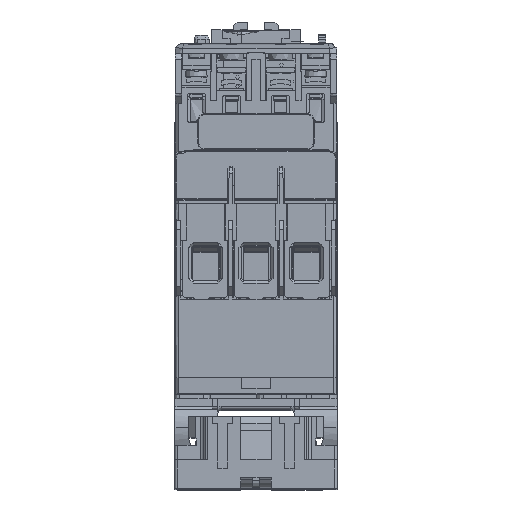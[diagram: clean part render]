
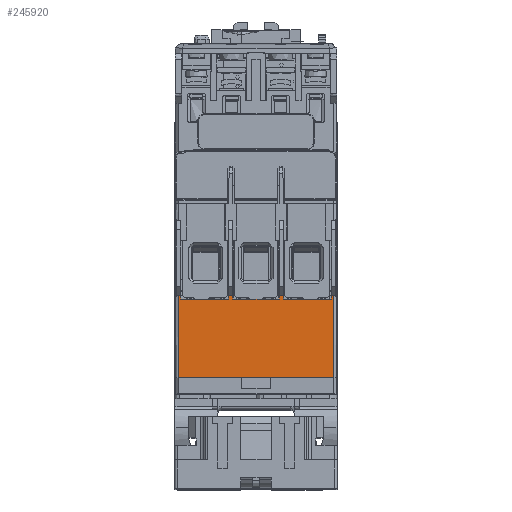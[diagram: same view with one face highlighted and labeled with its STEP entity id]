
A CAD part, top view. The second image highlights one B-rep face of the part: STEP entity #245920.
In plain terms, the highlighted planar face has unit normal (0, 0, 1).
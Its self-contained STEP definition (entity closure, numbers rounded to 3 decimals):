
#241541=DIRECTION('',(-1.,0.,0.));
#241542=VECTOR('',#241541,43.2);
#241543=CARTESIAN_POINT('',(42.172,20.75,31.95));
#241544=LINE('',#241543,#241542);
#242540=DIRECTION('',(0.,1.,0.));
#242541=VECTOR('',#242540,22.85);
#242542=CARTESIAN_POINT('',(42.172,20.75,31.95));
#242543=LINE('',#242542,#242541);
#242544=DIRECTION('',(0.,1.,0.));
#242545=VECTOR('',#242544,22.85);
#242546=CARTESIAN_POINT('',(-1.028,20.75,31.95));
#242547=LINE('',#242546,#242545);
#242548=DIRECTION('',(1.,0.,0.));
#242549=VECTOR('',#242548,0.656);
#242550=CARTESIAN_POINT('',(-1.028,43.6,31.95));
#242551=LINE('',#242550,#242549);
#242552=DIRECTION('',(0.,-1.,0.));
#242553=VECTOR('',#242552,1.088);
#242554=CARTESIAN_POINT('',(-0.372,43.6,31.95));
#242555=LINE('',#242554,#242553);
#242556=DIRECTION('',(0.,-1.,0.));
#242557=VECTOR('',#242556,1.088);
#242558=CARTESIAN_POINT('',(12.966,43.6,31.95));
#242559=LINE('',#242558,#242557);
#242560=DIRECTION('',(1.,0.,0.));
#242561=VECTOR('',#242560,1.212);
#242562=CARTESIAN_POINT('',(12.966,43.6,31.95));
#242563=LINE('',#242562,#242561);
#242564=DIRECTION('',(0.,1.,0.));
#242565=VECTOR('',#242564,1.088);
#242566=CARTESIAN_POINT('',(14.178,42.512,31.95));
#242567=LINE('',#242566,#242565);
#242568=DIRECTION('',(0.,-1.,0.));
#242569=VECTOR('',#242568,1.088);
#242570=CARTESIAN_POINT('',(26.966,43.6,31.95));
#242571=LINE('',#242570,#242569);
#242572=DIRECTION('',(1.,0.,0.));
#242573=VECTOR('',#242572,1.212);
#242574=CARTESIAN_POINT('',(26.966,43.6,31.95));
#242575=LINE('',#242574,#242573);
#242576=DIRECTION('',(0.,1.,0.));
#242577=VECTOR('',#242576,1.088);
#242578=CARTESIAN_POINT('',(28.178,42.512,31.95));
#242579=LINE('',#242578,#242577);
#242580=DIRECTION('',(0.,1.,0.));
#242581=VECTOR('',#242580,1.088);
#242582=CARTESIAN_POINT('',(41.516,42.512,31.95));
#242583=LINE('',#242582,#242581);
#242584=DIRECTION('',(1.,0.,0.));
#242585=VECTOR('',#242584,0.656);
#242586=CARTESIAN_POINT('',(41.516,43.6,31.95));
#242587=LINE('',#242586,#242585);
#243186=DIRECTION('',(-1.,0.,0.));
#243187=VECTOR('',#243186,13.338);
#243188=CARTESIAN_POINT('',(41.516,42.512,31.95));
#243189=LINE('',#243188,#243187);
#243366=DIRECTION('',(-1.,0.,0.));
#243367=VECTOR('',#243366,13.338);
#243368=CARTESIAN_POINT('',(12.966,42.512,31.95));
#243369=LINE('',#243368,#243367);
#243442=DIRECTION('',(-1.,0.,0.));
#243443=VECTOR('',#243442,12.788);
#243444=CARTESIAN_POINT('',(26.966,42.512,31.95));
#243445=LINE('',#243444,#243443);
#244468=CARTESIAN_POINT('',(-0.372,43.6,31.95));
#244469=VERTEX_POINT('',#244468);
#244470=CARTESIAN_POINT('',(-0.372,42.512,31.95));
#244471=VERTEX_POINT('',#244470);
#244484=CARTESIAN_POINT('',(41.516,43.6,31.95));
#244485=VERTEX_POINT('',#244484);
#244486=CARTESIAN_POINT('',(41.516,42.512,31.95));
#244487=VERTEX_POINT('',#244486);
#244510=CARTESIAN_POINT('',(12.966,43.6,31.95));
#244511=CARTESIAN_POINT('',(14.178,43.6,31.95));
#244512=VERTEX_POINT('',#244510);
#244513=VERTEX_POINT('',#244511);
#244518=CARTESIAN_POINT('',(14.178,42.512,31.95));
#244519=VERTEX_POINT('',#244518);
#244536=CARTESIAN_POINT('',(12.966,42.512,31.95));
#244537=VERTEX_POINT('',#244536);
#244562=CARTESIAN_POINT('',(26.966,43.6,31.95));
#244563=CARTESIAN_POINT('',(28.178,43.6,31.95));
#244564=VERTEX_POINT('',#244562);
#244565=VERTEX_POINT('',#244563);
#244570=CARTESIAN_POINT('',(28.178,42.512,31.95));
#244571=VERTEX_POINT('',#244570);
#244582=CARTESIAN_POINT('',(26.966,42.512,31.95));
#244583=VERTEX_POINT('',#244582);
#244824=CARTESIAN_POINT('',(42.172,20.75,31.95));
#244826=VERTEX_POINT('',#244824);
#244827=CARTESIAN_POINT('',(42.172,43.6,31.95));
#244828=VERTEX_POINT('',#244827);
#244835=CARTESIAN_POINT('',(-1.028,20.75,31.95));
#244837=VERTEX_POINT('',#244835);
#244839=CARTESIAN_POINT('',(-1.028,43.6,31.95));
#244840=VERTEX_POINT('',#244839);
#245882=CARTESIAN_POINT('',(20.572,20.75,31.95));
#245883=DIRECTION('',(0.,0.,1.));
#245884=DIRECTION('',(1.,0.,0.));
#245885=AXIS2_PLACEMENT_3D('',#245882,#245883,#245884);
#245886=PLANE('',#245885);
#245888=ORIENTED_EDGE('',*,*,#245887,.F.);
#245889=ORIENTED_EDGE('',*,*,#245419,.T.);
#245891=ORIENTED_EDGE('',*,*,#245890,.T.);
#245893=ORIENTED_EDGE('',*,*,#245892,.T.);
#245895=ORIENTED_EDGE('',*,*,#245894,.T.);
#245897=ORIENTED_EDGE('',*,*,#245896,.F.);
#245899=ORIENTED_EDGE('',*,*,#245898,.F.);
#245901=ORIENTED_EDGE('',*,*,#245900,.T.);
#245903=ORIENTED_EDGE('',*,*,#245902,.F.);
#245905=ORIENTED_EDGE('',*,*,#245904,.F.);
#245907=ORIENTED_EDGE('',*,*,#245906,.F.);
#245909=ORIENTED_EDGE('',*,*,#245908,.T.);
#245911=ORIENTED_EDGE('',*,*,#245910,.F.);
#245913=ORIENTED_EDGE('',*,*,#245912,.F.);
#245915=ORIENTED_EDGE('',*,*,#245914,.T.);
#245917=ORIENTED_EDGE('',*,*,#245916,.T.);
#245918=EDGE_LOOP('',(#245888,#245889,#245891,#245893,#245895,#245897,#245899,
#245901,#245903,#245905,#245907,#245909,#245911,#245913,#245915,#245917));
#245919=FACE_OUTER_BOUND('',#245918,.F.);
#245920=ADVANCED_FACE('',(#245919),#245886,.T.);
#245419=EDGE_CURVE('',#244826,#244837,#241544,.T.);
#245887=EDGE_CURVE('',#244826,#244828,#242543,.T.);
#245890=EDGE_CURVE('',#244837,#244840,#242547,.T.);
#245892=EDGE_CURVE('',#244840,#244469,#242551,.T.);
#245894=EDGE_CURVE('',#244469,#244471,#242555,.T.);
#245896=EDGE_CURVE('',#244537,#244471,#243369,.T.);
#245898=EDGE_CURVE('',#244512,#244537,#242559,.T.);
#245900=EDGE_CURVE('',#244512,#244513,#242563,.T.);
#245902=EDGE_CURVE('',#244519,#244513,#242567,.T.);
#245904=EDGE_CURVE('',#244583,#244519,#243445,.T.);
#245906=EDGE_CURVE('',#244564,#244583,#242571,.T.);
#245908=EDGE_CURVE('',#244564,#244565,#242575,.T.);
#245910=EDGE_CURVE('',#244571,#244565,#242579,.T.);
#245912=EDGE_CURVE('',#244487,#244571,#243189,.T.);
#245914=EDGE_CURVE('',#244487,#244485,#242583,.T.);
#245916=EDGE_CURVE('',#244485,#244828,#242587,.T.);
